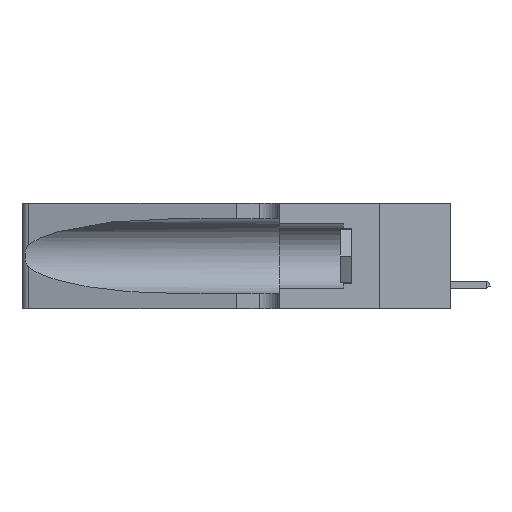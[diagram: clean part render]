
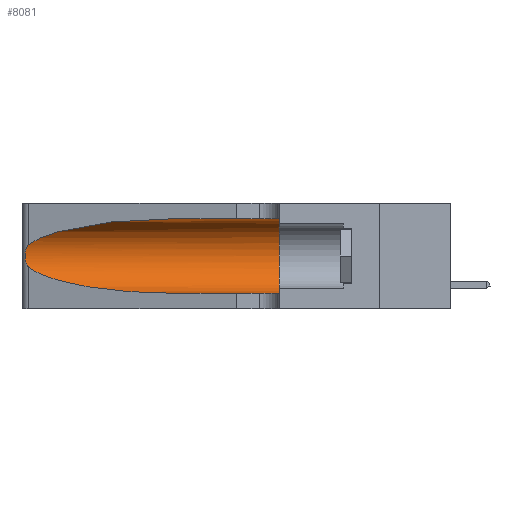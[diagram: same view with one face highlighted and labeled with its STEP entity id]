
A CAD part, left-side view. The second image highlights one B-rep face of the part: STEP entity #8081.
In plain terms, the highlighted cylindrical face has radius 3.308 mm (diameter 6.617 mm), a partial arc.
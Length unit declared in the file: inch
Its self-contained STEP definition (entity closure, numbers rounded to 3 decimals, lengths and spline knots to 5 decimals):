
#177 = VERTEX_POINT ( 'NONE', #13157 ) ;
#703 = DIRECTION ( 'NONE',  ( 0., 0., 1. ) ) ;
#1627 = ORIENTED_EDGE ( 'NONE', *, *, #19558, .F. ) ;
#1713 = CARTESIAN_POINT ( 'NONE',  ( 0.26018, 1.23835, 0.19895 ) ) ;
#2110 = CARTESIAN_POINT ( 'NONE',  ( 0.26017, 1.23833, 0.17102 ) ) ;
#2152 = CARTESIAN_POINT ( 'NONE',  ( 0.18966, 0.96281, 0.31525 ) ) ;
#2364 =( BOUNDED_CURVE ( )  B_SPLINE_CURVE ( 3, ( #15236, #2152, #10106, #14953 ),
 .UNSPECIFIED., .F., .T. ) 
 B_SPLINE_CURVE_WITH_KNOTS ( ( 4, 4 ),
 ( 1.5708, 2.84003 ),
 .UNSPECIFIED. ) 
 CURVE ( )  GEOMETRIC_REPRESENTATION_ITEM ( )  RATIONAL_B_SPLINE_CURVE ( ( 1., 0.87, 0.87, 1. ) ) 
 REPRESENTATION_ITEM ( '' )  );
#2849 = CARTESIAN_POINT ( 'NONE',  ( 0.25555, 1.22994, 0.2215 ) ) ;
#2892 = CARTESIAN_POINT ( 'NONE',  ( 0.1305, 1.61858, 0.185 ) ) ;
#3325 = CARTESIAN_POINT ( 'NONE',  ( 0.26075, 1.23896, 0.178 ) ) ;
#3663 = EDGE_LOOP ( 'NONE', ( #20432, #19107, #4598, #19533, #4059, #1627 ) ) ;
#3673 = CARTESIAN_POINT ( 'NONE',  ( 0.1305, 0.72297, 0.05475 ) ) ;
#3723 = B_SPLINE_CURVE_WITH_KNOTS ( 'NONE', 3,
 ( #20521, #2849, #4878, #19500, #12886, #1713, #12952, #3325, #2110, #19574, #13378, #9929, #11555, #5352 ),
 .UNSPECIFIED., .F., .F.,
 ( 4, 2, 2, 2, 2, 2, 4 ),
 ( 0., 0.00027, 0.00053, 0.00107, 0.0016, 0.00187, 0.00214 ),
 .UNSPECIFIED. ) ;
#3747 = DIRECTION ( 'NONE',  ( 0., -1., 0. ) ) ;
#3880 = CARTESIAN_POINT ( 'NONE',  ( 0.1305, 1.61858, 0.31525 ) ) ;
#3951 = CARTESIAN_POINT ( 'NONE',  ( 0.18966, 0.96281, 0.05475 ) ) ;
#4056 = DIRECTION ( 'NONE',  ( 0., 1., 0. ) ) ;
#4059 = ORIENTED_EDGE ( 'NONE', *, *, #7646, .F. ) ;
#4598 = ORIENTED_EDGE ( 'NONE', *, *, #20053, .T. ) ;
#4878 = CARTESIAN_POINT ( 'NONE',  ( 0.25639, 1.23184, 0.21858 ) ) ;
#4987 = LINE ( 'NONE', #3880, #18551 ) ;
#5237 = VECTOR ( 'NONE', #13616, 39.37008 ) ;
#5352 = CARTESIAN_POINT ( 'NONE',  ( 0.25487, 1.22718, 0.14631 ) ) ;
#5714 = CARTESIAN_POINT ( 'NONE',  ( 0.1305, 0.72297, 0.05475 ) ) ;
#6387 = DIRECTION ( 'NONE',  ( 0., 0., -1. ) ) ;
#6822 = CARTESIAN_POINT ( 'NONE',  ( 0.25487, 1.22718, 0.14631 ) ) ;
#7072 = CARTESIAN_POINT ( 'NONE',  ( 0.1305, 0.35, 0.185 ) ) ;
#7222 = FACE_OUTER_BOUND ( 'NONE', #3663, .T. ) ;
#7264 = CARTESIAN_POINT ( 'NONE',  ( 0.2373, 1.15595, 0.08982 ) ) ;
#7336 = VERTEX_POINT ( 'NONE', #13209 ) ;
#7446 = EDGE_CURVE ( 'NONE', #177, #7336, #2364, .T. ) ;
#7646 = EDGE_CURVE ( 'NONE', #7860, #14209, #9010, .T. ) ;
#7860 = VERTEX_POINT ( 'NONE', #8037 ) ;
#8037 = CARTESIAN_POINT ( 'NONE',  ( 0.1305, 0.35, 0.31525 ) ) ;
#8081 = ADVANCED_FACE ( 'NONE', ( #7222 ), #10514, .F. ) ;
#8184 = AXIS2_PLACEMENT_3D ( 'NONE', #2892, #17598, #6387 ) ;
#9010 = CIRCLE ( 'NONE', #18140, 0.13025 ) ;
#9929 = CARTESIAN_POINT ( 'NONE',  ( 0.25639, 1.23186, 0.15144 ) ) ;
#10106 = CARTESIAN_POINT ( 'NONE',  ( 0.2373, 1.15595, 0.28018 ) ) ;
#10514 = CYLINDRICAL_SURFACE ( 'NONE', #8184, 0.13025 ) ;
#10960 =( BOUNDED_CURVE ( )  B_SPLINE_CURVE ( 3, ( #16925, #7264, #3951, #5714 ),
 .UNSPECIFIED., .F., .F. ) 
 B_SPLINE_CURVE_WITH_KNOTS ( ( 4, 4 ),
 ( 3.44316, 4.71239 ),
 .UNSPECIFIED. ) 
 CURVE ( )  GEOMETRIC_REPRESENTATION_ITEM ( )  RATIONAL_B_SPLINE_CURVE ( ( 1., 0.87, 0.87, 1. ) ) 
 REPRESENTATION_ITEM ( '' )  );
#11555 = CARTESIAN_POINT ( 'NONE',  ( 0.25555, 1.22993, 0.14849 ) ) ;
#12171 = VERTEX_POINT ( 'NONE', #3673 ) ;
#12886 = CARTESIAN_POINT ( 'NONE',  ( 0.25854, 1.2359, 0.20912 ) ) ;
#12952 = CARTESIAN_POINT ( 'NONE',  ( 0.26075, 1.23896, 0.19203 ) ) ;
#13157 = CARTESIAN_POINT ( 'NONE',  ( 0.1305, 0.72297, 0.31525 ) ) ;
#13209 = CARTESIAN_POINT ( 'NONE',  ( 0.25487, 1.22718, 0.22369 ) ) ;
#13378 = CARTESIAN_POINT ( 'NONE',  ( 0.25789, 1.23486, 0.15765 ) ) ;
#13616 = DIRECTION ( 'NONE',  ( 0., -1., 0. ) ) ;
#14209 = VERTEX_POINT ( 'NONE', #15140 ) ;
#14316 = LINE ( 'NONE', #18307, #5237 ) ;
#14953 = CARTESIAN_POINT ( 'NONE',  ( 0.25487, 1.22718, 0.22369 ) ) ;
#15140 = CARTESIAN_POINT ( 'NONE',  ( 0.1305, 0.35, 0.05475 ) ) ;
#15236 = CARTESIAN_POINT ( 'NONE',  ( 0.1305, 0.72297, 0.31525 ) ) ;
#16299 = EDGE_CURVE ( 'NONE', #7336, #19118, #3723, .T. ) ;
#16925 = CARTESIAN_POINT ( 'NONE',  ( 0.25487, 1.22718, 0.14631 ) ) ;
#17598 = DIRECTION ( 'NONE',  ( 0., -1., 0. ) ) ;
#18140 = AXIS2_PLACEMENT_3D ( 'NONE', #7072, #4056, #703 ) ;
#18307 = CARTESIAN_POINT ( 'NONE',  ( 0.1305, 1.61858, 0.05475 ) ) ;
#18551 = VECTOR ( 'NONE', #3747, 39.37008 ) ;
#19107 = ORIENTED_EDGE ( 'NONE', *, *, #16299, .T. ) ;
#19118 = VERTEX_POINT ( 'NONE', #6822 ) ;
#19170 = EDGE_CURVE ( 'NONE', #12171, #14209, #14316, .T. ) ;
#19500 = CARTESIAN_POINT ( 'NONE',  ( 0.25787, 1.23484, 0.2124 ) ) ;
#19533 = ORIENTED_EDGE ( 'NONE', *, *, #19170, .T. ) ;
#19558 = EDGE_CURVE ( 'NONE', #177, #7860, #4987, .T. ) ;
#19574 = CARTESIAN_POINT ( 'NONE',  ( 0.25856, 1.23593, 0.16098 ) ) ;
#20053 = EDGE_CURVE ( 'NONE', #19118, #12171, #10960, .T. ) ;
#20432 = ORIENTED_EDGE ( 'NONE', *, *, #7446, .T. ) ;
#20521 = CARTESIAN_POINT ( 'NONE',  ( 0.25487, 1.22718, 0.22369 ) ) ;
